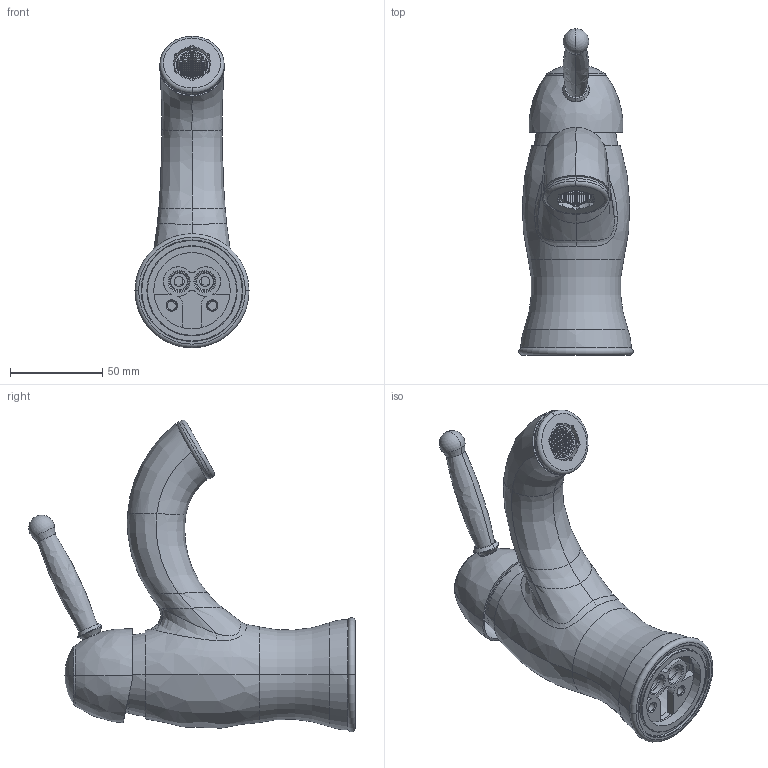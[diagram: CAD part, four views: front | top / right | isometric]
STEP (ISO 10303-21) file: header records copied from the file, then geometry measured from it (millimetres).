
FILE_DESCRIPTION((''),'2;1');
FILE_NAME('GI071CR','2021-04-12T10:27:56',('ut3'),('PAFFONI SpA'),'CREO PARAMETRIC BY PTC INC, 2020044','CREO PARAMETRIC BY PTC INC, 2020044','');
FILE_SCHEMA(('CONFIG_CONTROL_DESIGN','SHAPE_APPEARANCE_LAYERS_GROUPS'));
Length unit declared in the file: millimetre
Products named in the file (1): GI071CR
Bounding box: 62 x 177.23 x 169.25 mm (x, y, z)
Volume: 214506.1 mm3; surface area: 123536.1 mm2
Topology: 4 solids, 4 shells, 2772 faces, 7908 edges, 5129 vertices
Faces by surface type: plane 2082, cylinder 373, torus 133, bspline 81, cone 74, sphere 25, extrusion 4
Entity records: 118504 total; most frequent: CARTESIAN_POINT 24579, ORIENTED_EDGE 15766, DIRECTION 14964, EDGE_CURVE 7883, VERTEX_POINT 5129, VECTOR 5096, LINE 5092, AXIS2_PLACEMENT_3D 4934
